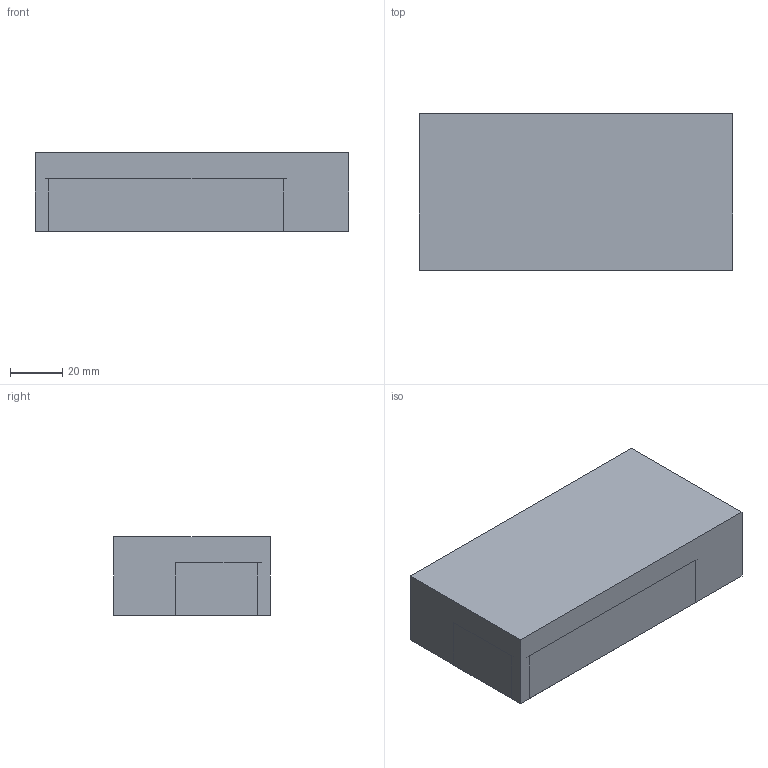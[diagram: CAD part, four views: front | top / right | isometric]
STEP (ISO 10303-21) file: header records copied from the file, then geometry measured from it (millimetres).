
FILE_DESCRIPTION(/* description */ (''),/* implementation_level */ '2;1');
FILE_NAME(/* name */ '31sj1.stp',/* time_stamp */ '2019-05-31T10:08:14+08:00',/* author */ (''),/* organization */ (''),/* preprocessor_version */ 'ST-DEVELOPER v16',/* originating_system */ 'SIEMENS PLM Software NX 10.0',/* authorisation */ '');
FILE_SCHEMA (('CONFIG_CONTROL_DESIGN'));
Length unit declared in the file: millimetre
Products named in the file (1): 31sj1
Bounding box: 120 x 60 x 30 mm (x, y, z)
Surface area: 37258.8 mm2
Topology: 2 solids, 2 shells, 39 faces, 100 edges, 67 vertices
Faces by surface type: plane 20, cylinder 13, cone 6
Full cylindrical faces by diameter (mm): 3.3 x2, 4.2 x1, 5 x2
Entity records: 1160 total; most frequent: DIRECTION 192, CARTESIAN_POINT 181, ORIENTED_EDGE 162, EDGE_CURVE 81, AXIS2_PLACEMENT_3D 71, VERTEX_POINT 60, EDGE_LOOP 56, LINE 50
